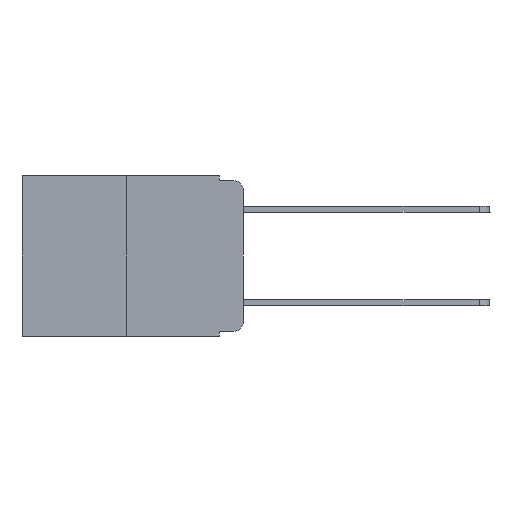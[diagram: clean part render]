
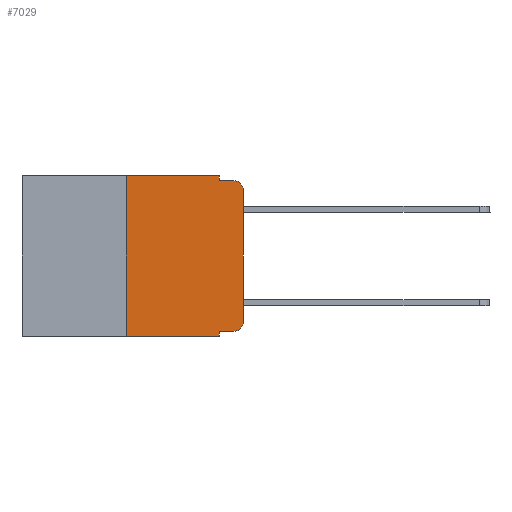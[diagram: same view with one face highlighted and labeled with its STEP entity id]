
A CAD part, left-side view. The second image highlights one B-rep face of the part: STEP entity #7029.
In plain terms, the highlighted planar face has unit normal (-1, 0, 0).
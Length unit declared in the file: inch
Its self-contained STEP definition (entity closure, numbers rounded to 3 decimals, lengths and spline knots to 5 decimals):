
#23 = LINE ( 'NONE', #5675, #2388 ) ;
#79 = DIRECTION ( 'NONE',  ( 1., 0., 0. ) ) ;
#148 = DIRECTION ( 'NONE',  ( 0., 0., -1. ) ) ;
#294 = LINE ( 'NONE', #3038, #4129 ) ;
#451 = VERTEX_POINT ( 'NONE', #1509 ) ;
#1037 = CIRCLE ( 'NONE', #2046, 0.02 ) ;
#1060 = EDGE_CURVE ( 'NONE', #5101, #2140, #294, .T. ) ;
#1085 = DIRECTION ( 'NONE',  ( 0., 0., 1. ) ) ;
#1364 = VECTOR ( 'NONE', #4049, 39.37008 ) ;
#1444 = EDGE_CURVE ( 'NONE', #7292, #2140, #2261, .T. ) ;
#1509 = CARTESIAN_POINT ( 'NONE',  ( 0., 0.02, -0.333 ) ) ;
#1832 = CARTESIAN_POINT ( 'NONE',  ( 0., 0.02, -0.313 ) ) ;
#2013 = LINE ( 'NONE', #5757, #1364 ) ;
#2046 = AXIS2_PLACEMENT_3D ( 'NONE', #1832, #3476, #148 ) ;
#2140 = VERTEX_POINT ( 'NONE', #3386 ) ;
#2160 = DIRECTION ( 'NONE',  ( 0., -1., 0. ) ) ;
#2261 = CIRCLE ( 'NONE', #3220, 0.02 ) ;
#2357 = FACE_OUTER_BOUND ( 'NONE', #4637, .T. ) ;
#2380 = ORIENTED_EDGE ( 'NONE', *, *, #5687, .T. ) ;
#2388 = VECTOR ( 'NONE', #7387, 39.37008 ) ;
#2409 = AXIS2_PLACEMENT_3D ( 'NONE', #6770, #79, #8528 ) ;
#2512 = DIRECTION ( 'NONE',  ( 0., 0., -1. ) ) ;
#2654 = ORIENTED_EDGE ( 'NONE', *, *, #4579, .F. ) ;
#2896 = CARTESIAN_POINT ( 'NONE',  ( 0., 0.25, -0.343 ) ) ;
#3038 = CARTESIAN_POINT ( 'NONE',  ( 0., 0.051, -0.01 ) ) ;
#3220 = AXIS2_PLACEMENT_3D ( 'NONE', #7270, #9735, #4671 ) ;
#3303 = ORIENTED_EDGE ( 'NONE', *, *, #10852, .F. ) ;
#3386 = CARTESIAN_POINT ( 'NONE',  ( 0., 0.02, -0.01 ) ) ;
#3396 = ORIENTED_EDGE ( 'NONE', *, *, #7022, .T. ) ;
#3476 = DIRECTION ( 'NONE',  ( -1., 0., 0. ) ) ;
#3481 = VECTOR ( 'NONE', #1085, 39.37008 ) ;
#3523 = VERTEX_POINT ( 'NONE', #9592 ) ;
#3705 = VERTEX_POINT ( 'NONE', #2896 ) ;
#3762 = CARTESIAN_POINT ( 'NONE',  ( 0., 0., -0.313 ) ) ;
#3777 = EDGE_CURVE ( 'NONE', #3705, #3523, #2013, .T. ) ;
#3803 = CARTESIAN_POINT ( 'NONE',  ( 0., 0.473, 0. ) ) ;
#3828 = CARTESIAN_POINT ( 'NONE',  ( 0., 0.051, 0. ) ) ;
#4049 = DIRECTION ( 'NONE',  ( 0., -1., 0. ) ) ;
#4060 = CARTESIAN_POINT ( 'NONE',  ( 0., 0.051, -0.01 ) ) ;
#4129 = VECTOR ( 'NONE', #10672, 39.37008 ) ;
#4169 = VECTOR ( 'NONE', #2512, 39.37008 ) ;
#4321 = ORIENTED_EDGE ( 'NONE', *, *, #3777, .T. ) ;
#4579 = EDGE_CURVE ( 'NONE', #3705, #10621, #7960, .T. ) ;
#4637 = EDGE_LOOP ( 'NONE', ( #2380, #8734, #8158, #3303, #10045, #2654, #4321, #4964, #10389, #3396 ) ) ;
#4671 = DIRECTION ( 'NONE',  ( 0., 0., -1. ) ) ;
#4686 = LINE ( 'NONE', #9982, #4169 ) ;
#4849 = VECTOR ( 'NONE', #2160, 39.37008 ) ;
#4891 = VECTOR ( 'NONE', #5640, 39.37008 ) ;
#4964 = ORIENTED_EDGE ( 'NONE', *, *, #8067, .F. ) ;
#5098 = VERTEX_POINT ( 'NONE', #5812 ) ;
#5101 = VERTEX_POINT ( 'NONE', #4060 ) ;
#5240 = LINE ( 'NONE', #3803, #4849 ) ;
#5471 = VERTEX_POINT ( 'NONE', #3762 ) ;
#5640 = DIRECTION ( 'NONE',  ( 0., -1., 0. ) ) ;
#5668 = EDGE_CURVE ( 'NONE', #5098, #451, #10061, .T. ) ;
#5675 = CARTESIAN_POINT ( 'NONE',  ( 0., 0., 0. ) ) ;
#5687 = EDGE_CURVE ( 'NONE', #5471, #7292, #23, .T. ) ;
#5757 = CARTESIAN_POINT ( 'NONE',  ( 0., 0.473, -0.343 ) ) ;
#5812 = CARTESIAN_POINT ( 'NONE',  ( 0., 0.051, -0.333 ) ) ;
#5814 = PLANE ( 'NONE',  #2409 ) ;
#6150 = CARTESIAN_POINT ( 'NONE',  ( 0., 0.25, 0. ) ) ;
#6770 = CARTESIAN_POINT ( 'NONE',  ( 0., 0.473, 0. ) ) ;
#7022 = EDGE_CURVE ( 'NONE', #451, #5471, #1037, .T. ) ;
#7029 = ADVANCED_FACE ( 'NONE', ( #2357 ), #5814, .F. ) ;
#7064 = CARTESIAN_POINT ( 'NONE',  ( 0., 0., -0.03 ) ) ;
#7270 = CARTESIAN_POINT ( 'NONE',  ( 0., 0.02, -0.03 ) ) ;
#7292 = VERTEX_POINT ( 'NONE', #7064 ) ;
#7364 = EDGE_CURVE ( 'NONE', #10621, #9885, #5240, .T. ) ;
#7387 = DIRECTION ( 'NONE',  ( 0., 0., 1. ) ) ;
#7960 = LINE ( 'NONE', #6150, #3481 ) ;
#8067 = EDGE_CURVE ( 'NONE', #5098, #3523, #9751, .T. ) ;
#8140 = CARTESIAN_POINT ( 'NONE',  ( 0., 0.051, -0.333 ) ) ;
#8158 = ORIENTED_EDGE ( 'NONE', *, *, #1060, .F. ) ;
#8528 = DIRECTION ( 'NONE',  ( 0., 0., -1. ) ) ;
#8734 = ORIENTED_EDGE ( 'NONE', *, *, #1444, .T. ) ;
#8846 = CARTESIAN_POINT ( 'NONE',  ( 0., 0.051, 0. ) ) ;
#9592 = CARTESIAN_POINT ( 'NONE',  ( 0., 0.051, -0.343 ) ) ;
#9735 = DIRECTION ( 'NONE',  ( -1., 0., 0. ) ) ;
#9751 = LINE ( 'NONE', #8846, #9883 ) ;
#9883 = VECTOR ( 'NONE', #10596, 39.37008 ) ;
#9885 = VERTEX_POINT ( 'NONE', #3828 ) ;
#9982 = CARTESIAN_POINT ( 'NONE',  ( 0., 0.051, 0. ) ) ;
#10045 = ORIENTED_EDGE ( 'NONE', *, *, #7364, .F. ) ;
#10061 = LINE ( 'NONE', #8140, #4891 ) ;
#10389 = ORIENTED_EDGE ( 'NONE', *, *, #5668, .T. ) ;
#10596 = DIRECTION ( 'NONE',  ( 0., 0., -1. ) ) ;
#10621 = VERTEX_POINT ( 'NONE', #10625 ) ;
#10625 = CARTESIAN_POINT ( 'NONE',  ( 0., 0.25, 0. ) ) ;
#10672 = DIRECTION ( 'NONE',  ( 0., -1., 0. ) ) ;
#10852 = EDGE_CURVE ( 'NONE', #9885, #5101, #4686, .T. ) ;
